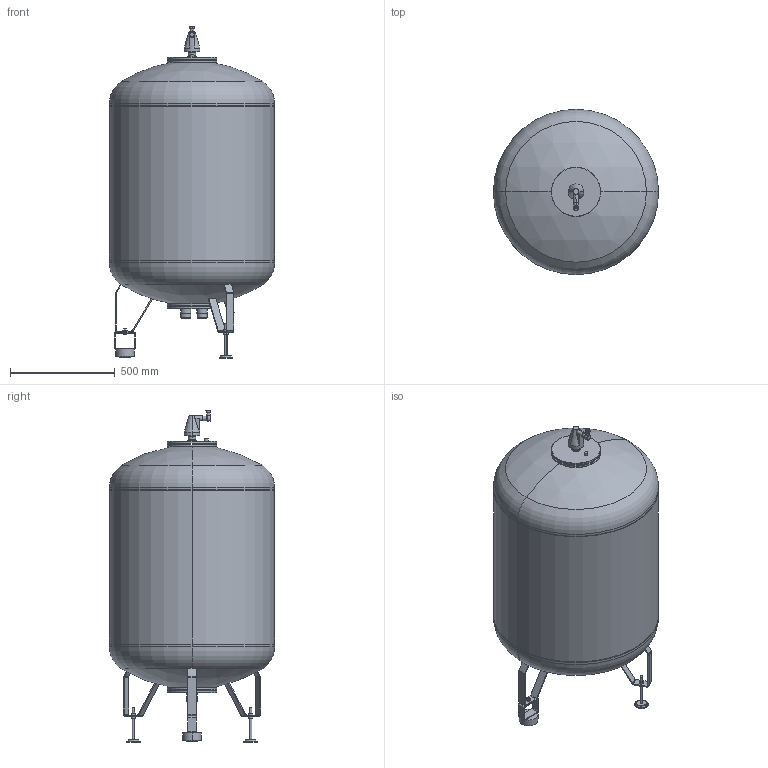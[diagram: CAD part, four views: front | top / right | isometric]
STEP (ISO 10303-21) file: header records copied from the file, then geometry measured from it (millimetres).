
FILE_DESCRIPTION (( 'STEP AP214' ), '1' );
FILE_NAME ('MV_500_6.STEP', '2024-04-08T13:04:06', ( '' ), ( '' ), 'SwSTEP 2.0', 'SolidWorks 2021', '' );
FILE_SCHEMA (( 'AUTOMOTIVE_DESIGN' ));
Length unit declared in the file: millimetre
Products named in the file (3): MV_500_6; MV_500_6.dwg; 17823_flamcomat fg500_6.dwg
Assembly tree (2 placements, depth 3):
  MV_500_6
    MV_500_6.dwg
      17823_flamcomat fg500_6.dwg
Bounding box: 787.8 x 787.8 x 1584.25 mm (x, y, z)
Volume: 502761456 mm3; surface area: 3780746.5 mm2
Topology: 6 solids, 6 shells, 291 faces, 648 edges, 407 vertices
Faces by surface type: cylinder 124, plane 101, cone 48, torus 14, sphere 4
Entity records: 8727 total; most frequent: CARTESIAN_POINT 1836, DIRECTION 1574, ORIENTED_EDGE 1296, EDGE_CURVE 648, AXIS2_PLACEMENT_3D 639, VERTEX_POINT 407, CIRCLE 342, EDGE_LOOP 331
